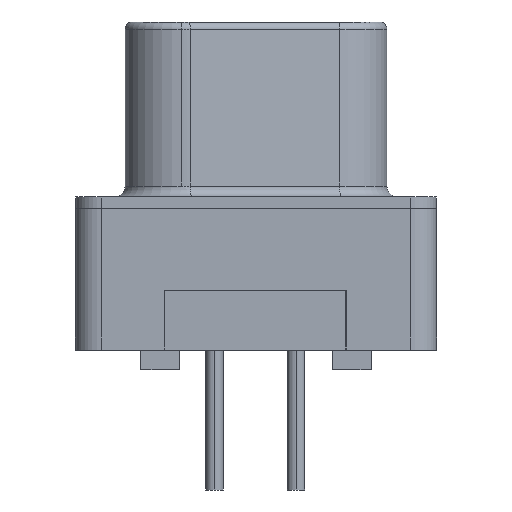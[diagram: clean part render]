
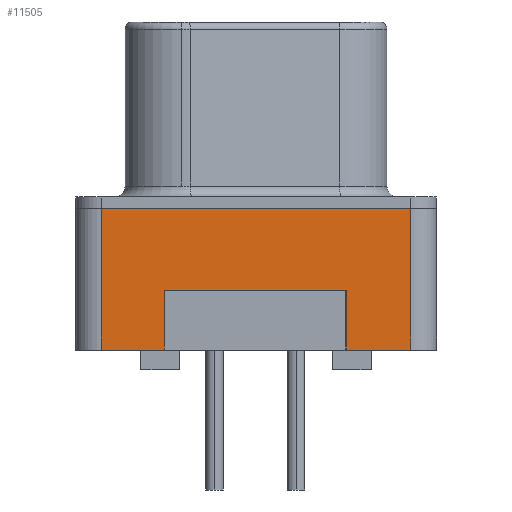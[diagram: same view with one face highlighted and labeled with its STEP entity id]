
A CAD part, left-side view. The second image highlights one B-rep face of the part: STEP entity #11505.
In plain terms, the highlighted planar face has unit normal (-1, 0, 0).
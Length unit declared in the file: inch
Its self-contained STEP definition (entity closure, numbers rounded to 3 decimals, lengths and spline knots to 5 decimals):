
#1492 = CARTESIAN_POINT ( 'NONE',  ( -0.001, 0.123, -0.21 ) ) ;
#1493 = DIRECTION ( 'NONE',  ( 0., 1., 0. ) ) ;
#1494 = VECTOR ( 'NONE', #1493, 39.37008 ) ;
#1495 = CARTESIAN_POINT ( 'NONE',  ( -0.001, 0.035, -0.21 ) ) ;
#1496 = LINE ( 'NONE', #1495, #1494 ) ;
#1497 = CARTESIAN_POINT ( 'NONE',  ( -0.001, 0.035, -0.21 ) ) ;
#1613 = CARTESIAN_POINT ( 'NONE',  ( -0.001, 0.459, -0.21 ) ) ;
#1627 = CARTESIAN_POINT ( 'NONE',  ( -0.001, 0.035, -0.016 ) ) ;
#1641 = DIRECTION ( 'NONE',  ( 0., 1., 0. ) ) ;
#1642 = VECTOR ( 'NONE', #1641, 39.37008 ) ;
#1643 = CARTESIAN_POINT ( 'NONE',  ( -0.001, 0.035, -0.21 ) ) ;
#1644 = LINE ( 'NONE', #1643, #1642 ) ;
#1645 = CARTESIAN_POINT ( 'NONE',  ( -0.001, 0.373, -0.21 ) ) ;
#1799 = DIRECTION ( 'NONE',  ( 0., 0., 1. ) ) ;
#1800 = VECTOR ( 'NONE', #1799, 39.37008 ) ;
#1801 = CARTESIAN_POINT ( 'NONE',  ( -0.001, 0.459, -0.21 ) ) ;
#1802 = LINE ( 'NONE', #1801, #1800 ) ;
#2135 = CARTESIAN_POINT ( 'NONE',  ( -0.001, 0.035, -0.016 ) ) ;
#2136 = LINE ( 'NONE', #2135, #2189 ) ;
#2137 = CARTESIAN_POINT ( 'NONE',  ( -0.001, 0.459, -0.016 ) ) ;
#2188 = DIRECTION ( 'NONE',  ( 0., 1., 0. ) ) ;
#2189 = VECTOR ( 'NONE', #2188, 39.37008 ) ;
#2463 = CARTESIAN_POINT ( 'NONE',  ( -0.001, 0.373, -0.128 ) ) ;
#2464 = CARTESIAN_POINT ( 'NONE',  ( -0.001, 0.123, -0.128 ) ) ;
#2465 = DIRECTION ( 'NONE',  ( 0., 1., 0. ) ) ;
#2466 = VECTOR ( 'NONE', #2465, 39.37008 ) ;
#2467 = CARTESIAN_POINT ( 'NONE',  ( -0.001, 0.373, -0.128 ) ) ;
#2468 = LINE ( 'NONE', #2467, #2466 ) ;
#4533 = EDGE_CURVE ( 'NONE', #5980, #5775, #5240, .T. ) ;
#4534 = ORIENTED_EDGE ( 'NONE', *, *, #4533, .F. ) ;
#4549 = EDGE_CURVE ( 'NONE', #5757, #5876, #1802, .T. ) ;
#4551 = ORIENTED_EDGE ( 'NONE', *, *, #5777, .F. ) ;
#5233 = DIRECTION ( 'NONE',  ( 0., 0., -1. ) ) ;
#5234 = VECTOR ( 'NONE', #5233, 39.37008 ) ;
#5235 = CARTESIAN_POINT ( 'NONE',  ( -0.001, 0.373, -0.128 ) ) ;
#5240 = LINE ( 'NONE', #5235, #5234 ) ;
#5713 = VERTEX_POINT ( 'NONE', #1497 ) ;
#5715 = EDGE_CURVE ( 'NONE', #5713, #5716, #1496, .T. ) ;
#5716 = VERTEX_POINT ( 'NONE', #1492 ) ;
#5757 = VERTEX_POINT ( 'NONE', #1613 ) ;
#5775 = VERTEX_POINT ( 'NONE', #1645 ) ;
#5777 = EDGE_CURVE ( 'NONE', #5775, #5757, #1644, .T. ) ;
#5785 = VERTEX_POINT ( 'NONE', #1627 ) ;
#5876 = VERTEX_POINT ( 'NONE', #2137 ) ;
#5878 = EDGE_CURVE ( 'NONE', #5785, #5876, #2136, .T. ) ;
#5978 = EDGE_CURVE ( 'NONE', #5979, #5980, #2468, .T. ) ;
#5979 = VERTEX_POINT ( 'NONE', #2464 ) ;
#5980 = VERTEX_POINT ( 'NONE', #2463 ) ;
#7558 = ORIENTED_EDGE ( 'NONE', *, *, #4549, .F. ) ;
#11038 = FACE_OUTER_BOUND ( 'NONE', #11496, .T. ) ;
#11039 = DIRECTION ( 'NONE',  ( 0., 0., -1. ) ) ;
#11040 = VECTOR ( 'NONE', #11039, 39.37008 ) ;
#11041 = CARTESIAN_POINT ( 'NONE',  ( -0.001, 0.123, -0.128 ) ) ;
#11042 = LINE ( 'NONE', #11041, #11040 ) ;
#11070 = DIRECTION ( 'NONE',  ( 0., 0., 1. ) ) ;
#11071 = VECTOR ( 'NONE', #11070, 39.37008 ) ;
#11072 = CARTESIAN_POINT ( 'NONE',  ( -0.001, 0.035, -0.21 ) ) ;
#11073 = LINE ( 'NONE', #11072, #11071 ) ;
#11074 = DIRECTION ( 'NONE',  ( 0., 1., 0. ) ) ;
#11075 = DIRECTION ( 'NONE',  ( 1., 0., 0. ) ) ;
#11076 = CARTESIAN_POINT ( 'NONE',  ( -0.001, 0.035, -0.21 ) ) ;
#11077 = AXIS2_PLACEMENT_3D ( 'NONE', #11076, #11075, #11074 ) ;
#11078 = PLANE ( 'NONE',  #11077 ) ;
#11484 = ORIENTED_EDGE ( 'NONE', *, *, #5878, .T. ) ;
#11487 = ORIENTED_EDGE ( 'NONE', *, *, #11507, .T. ) ;
#11495 = ORIENTED_EDGE ( 'NONE', *, *, #5715, .F. ) ;
#11496 = EDGE_LOOP ( 'NONE', ( #11499, #11500, #11495, #11487, #11484, #7558, #4551, #4534 ) ) ;
#11499 = ORIENTED_EDGE ( 'NONE', *, *, #5978, .F. ) ;
#11500 = ORIENTED_EDGE ( 'NONE', *, *, #11502, .T. ) ;
#11502 = EDGE_CURVE ( 'NONE', #5979, #5716, #11042, .T. ) ;
#11505 = ADVANCED_FACE ( 'NONE', ( #11038 ), #11078, .F. ) ;
#11507 = EDGE_CURVE ( 'NONE', #5713, #5785, #11073, .T. ) ;
